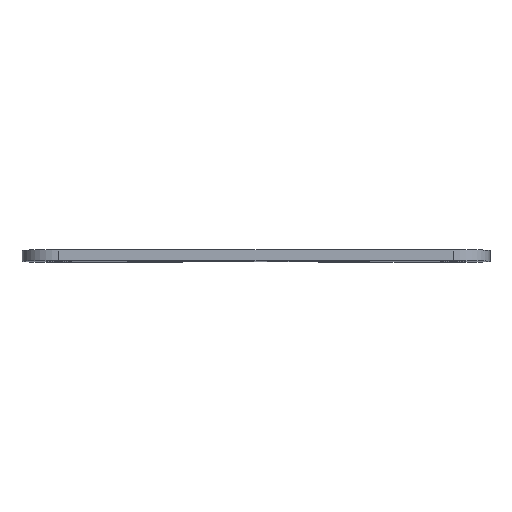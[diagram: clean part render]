
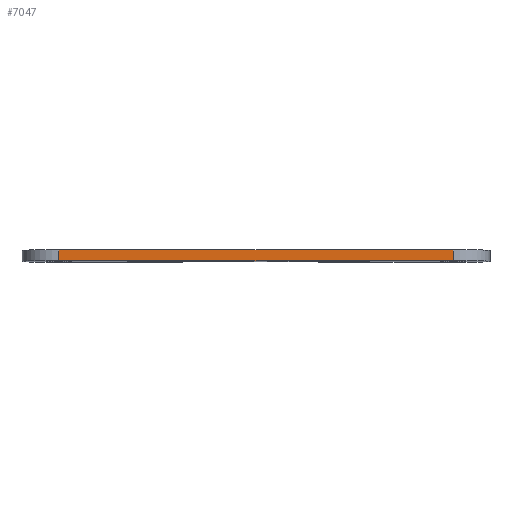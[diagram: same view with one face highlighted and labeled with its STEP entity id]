
A CAD part, top view. The second image highlights one B-rep face of the part: STEP entity #7047.
In plain terms, the highlighted planar face has unit normal (0, 0, 1).
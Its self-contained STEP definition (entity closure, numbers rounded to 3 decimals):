
#207=PLANE('',#7220);
#561=FACE_OUTER_BOUND('',#966,.T.);
#966=EDGE_LOOP('',(#6232,#6233,#6234,#6235));
#1465=LINE('',#14200,#1996);
#1483=LINE('',#14284,#2014);
#1484=LINE('',#14287,#2015);
#1485=LINE('',#14288,#2016);
#1996=VECTOR('',#7900,10.);
#2014=VECTOR('',#7974,10.);
#2015=VECTOR('',#7977,10.);
#2016=VECTOR('',#7978,10.);
#3186=VERTEX_POINT('',#14178);
#3196=VERTEX_POINT('',#14198);
#3233=VERTEX_POINT('',#14280);
#3235=VERTEX_POINT('',#14286);
#4213=EDGE_CURVE('',#3196,#3186,#1465,.T.);
#4252=EDGE_CURVE('',#3186,#3233,#1483,.T.);
#4253=EDGE_CURVE('',#3235,#3196,#1484,.T.);
#4254=EDGE_CURVE('',#3233,#3235,#1485,.T.);
#6232=ORIENTED_EDGE('',*,*,#4252,.F.);
#6233=ORIENTED_EDGE('',*,*,#4213,.F.);
#6234=ORIENTED_EDGE('',*,*,#4253,.F.);
#6235=ORIENTED_EDGE('',*,*,#4254,.F.);
#7047=ADVANCED_FACE('',(#561),#207,.T.);
#7220=AXIS2_PLACEMENT_3D('',#14285,#7975,#7976);
#7900=DIRECTION('',(-1.,0.,0.));
#7974=DIRECTION('',(0.,1.,0.));
#7975=DIRECTION('center_axis',(0.,0.,1.));
#7976=DIRECTION('ref_axis',(1.,0.,0.));
#7977=DIRECTION('',(0.,-1.,0.));
#7978=DIRECTION('',(1.,0.,0.));
#14178=CARTESIAN_POINT('',(-6.896,0.,69.046));
#14198=CARTESIAN_POINT('',(46.966,0.,69.046));
#14200=CARTESIAN_POINT('',(51.966,0.,69.046));
#14280=CARTESIAN_POINT('',(-6.896,1.5,69.046));
#14284=CARTESIAN_POINT('',(-6.896,0.,69.046));
#14285=CARTESIAN_POINT('Origin',(-11.896,0.,69.046));
#14286=CARTESIAN_POINT('',(46.966,1.5,69.046));
#14287=CARTESIAN_POINT('',(46.966,0.,69.046));
#14288=CARTESIAN_POINT('',(51.966,1.5,69.046));
